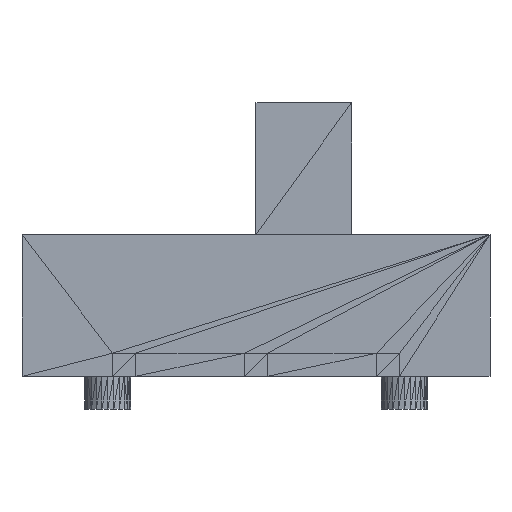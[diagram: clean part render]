
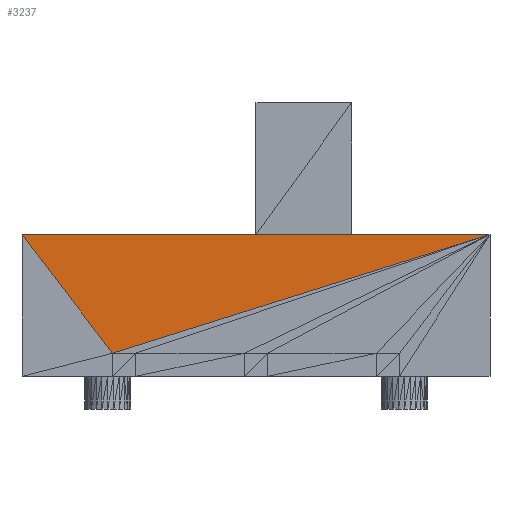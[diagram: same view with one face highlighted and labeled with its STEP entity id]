
A CAD part, front view. The second image highlights one B-rep face of the part: STEP entity #3237.
In plain terms, the highlighted planar face has unit normal (0, -1, 0).
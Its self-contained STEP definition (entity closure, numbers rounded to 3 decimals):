
#2045 = VERTEX_POINT('',#2046);
#2046 = CARTESIAN_POINT('',(0.,0.,2.15));
#2086 = PLANE('',#2087);
#2087 = AXIS2_PLACEMENT_3D('',#2088,#2089,#2090);
#2088 = CARTESIAN_POINT('',(3.499,0.33,2.15)
  );
#2089 = DIRECTION('',(0.,0.,1.));
#2090 = DIRECTION('',(1.,0.,-0.));
#2103 = VERTEX_POINT('',#2104);
#2104 = CARTESIAN_POINT('',(7.1,0.,2.15));
#2131 = EDGE_CURVE('',#2045,#2103,#2132,.T.);
#2132 = SURFACE_CURVE('',#2133,(#2137,#2144),.PCURVE_S1.);
#2133 = LINE('',#2134,#2135);
#2134 = CARTESIAN_POINT('',(0.,0.,2.15));
#2135 = VECTOR('',#2136,1.);
#2136 = DIRECTION('',(1.,0.,0.));
#2137 = PCURVE('',#2086,#2138);
#2138 = DEFINITIONAL_REPRESENTATION('',(#2139),#2143);
#2139 = LINE('',#2140,#2141);
#2140 = CARTESIAN_POINT('',(-3.499,-0.33));
#2141 = VECTOR('',#2142,1.);
#2142 = DIRECTION('',(1.,0.));
#2143 = ( GEOMETRIC_REPRESENTATION_CONTEXT(2) 
PARAMETRIC_REPRESENTATION_CONTEXT() REPRESENTATION_CONTEXT('2D SPACE',''
  ) );
#2144 = PCURVE('',#2145,#2150);
#2145 = PLANE('',#2146);
#2146 = AXIS2_PLACEMENT_3D('',#2147,#2148,#2149);
#2147 = CARTESIAN_POINT('',(3.397,0.,1.666));
#2148 = DIRECTION('',(-0.,-1.,-0.));
#2149 = DIRECTION('',(0.,0.,-1.));
#2150 = DEFINITIONAL_REPRESENTATION('',(#2151),#2155);
#2151 = LINE('',#2152,#2153);
#2152 = CARTESIAN_POINT('',(-0.484,-3.397));
#2153 = VECTOR('',#2154,1.);
#2154 = DIRECTION('',(0.,1.));
#2155 = ( GEOMETRIC_REPRESENTATION_CONTEXT(2) 
PARAMETRIC_REPRESENTATION_CONTEXT() REPRESENTATION_CONTEXT('2D SPACE',''
  ) );
#3089 = PLANE('',#3090);
#3090 = AXIS2_PLACEMENT_3D('',#3091,#3092,#3093);
#3091 = CARTESIAN_POINT('',(0.434,0.,0.924));
#3092 = DIRECTION('',(-0.,-1.,-0.));
#3093 = DIRECTION('',(0.,0.,-1.));
#3132 = VERTEX_POINT('',#3133);
#3133 = CARTESIAN_POINT('',(1.375,0.,0.35));
#3159 = EDGE_CURVE('',#3132,#2045,#3160,.T.);
#3160 = SURFACE_CURVE('',#3161,(#3165,#3172),.PCURVE_S1.);
#3161 = LINE('',#3162,#3163);
#3162 = CARTESIAN_POINT('',(1.375,0.,0.35));
#3163 = VECTOR('',#3164,1.);
#3164 = DIRECTION('',(-0.607,0.,0.795));
#3165 = PCURVE('',#3089,#3166);
#3166 = DEFINITIONAL_REPRESENTATION('',(#3167),#3171);
#3167 = LINE('',#3168,#3169);
#3168 = CARTESIAN_POINT('',(0.574,0.941));
#3169 = VECTOR('',#3170,1.);
#3170 = DIRECTION('',(-0.795,-0.607));
#3171 = ( GEOMETRIC_REPRESENTATION_CONTEXT(2) 
PARAMETRIC_REPRESENTATION_CONTEXT() REPRESENTATION_CONTEXT('2D SPACE',''
  ) );
#3172 = PCURVE('',#2145,#3173);
#3173 = DEFINITIONAL_REPRESENTATION('',(#3174),#3178);
#3174 = LINE('',#3175,#3176);
#3175 = CARTESIAN_POINT('',(1.316,-2.022));
#3176 = VECTOR('',#3177,1.);
#3177 = DIRECTION('',(-0.795,-0.607));
#3178 = ( GEOMETRIC_REPRESENTATION_CONTEXT(2) 
PARAMETRIC_REPRESENTATION_CONTEXT() REPRESENTATION_CONTEXT('2D SPACE',''
  ) );
#3237 = ADVANCED_FACE('',(#3238),#2145,.T.);
#3238 = FACE_BOUND('',#3239,.T.);
#3239 = EDGE_LOOP('',(#3240,#3241,#3242));
#3240 = ORIENTED_EDGE('',*,*,#2131,.F.);
#3241 = ORIENTED_EDGE('',*,*,#3159,.F.);
#3242 = ORIENTED_EDGE('',*,*,#3243,.F.);
#3243 = EDGE_CURVE('',#2103,#3132,#3244,.T.);
#3244 = SURFACE_CURVE('',#3245,(#3249,#3256),.PCURVE_S1.);
#3245 = LINE('',#3246,#3247);
#3246 = CARTESIAN_POINT('',(7.1,0.,2.15));
#3247 = VECTOR('',#3248,1.);
#3248 = DIRECTION('',(-0.954,0.,-0.3));
#3249 = PCURVE('',#2145,#3250);
#3250 = DEFINITIONAL_REPRESENTATION('',(#3251),#3255);
#3251 = LINE('',#3252,#3253);
#3252 = CARTESIAN_POINT('',(-0.484,3.703));
#3253 = VECTOR('',#3254,1.);
#3254 = DIRECTION('',(0.3,-0.954));
#3255 = ( GEOMETRIC_REPRESENTATION_CONTEXT(2) 
PARAMETRIC_REPRESENTATION_CONTEXT() REPRESENTATION_CONTEXT('2D SPACE',''
  ) );
#3256 = PCURVE('',#3257,#3262);
#3257 = PLANE('',#3258);
#3258 = AXIS2_PLACEMENT_3D('',#3259,#3260,#3261);
#3259 = CARTESIAN_POINT('',(4.242,0.,1.224));
#3260 = DIRECTION('',(-0.,-1.,-0.));
#3261 = DIRECTION('',(0.,0.,-1.));
#3262 = DEFINITIONAL_REPRESENTATION('',(#3263),#3267);
#3263 = LINE('',#3264,#3265);
#3264 = CARTESIAN_POINT('',(-0.926,2.858));
#3265 = VECTOR('',#3266,1.);
#3266 = DIRECTION('',(0.3,-0.954));
#3267 = ( GEOMETRIC_REPRESENTATION_CONTEXT(2) 
PARAMETRIC_REPRESENTATION_CONTEXT() REPRESENTATION_CONTEXT('2D SPACE',''
  ) );
